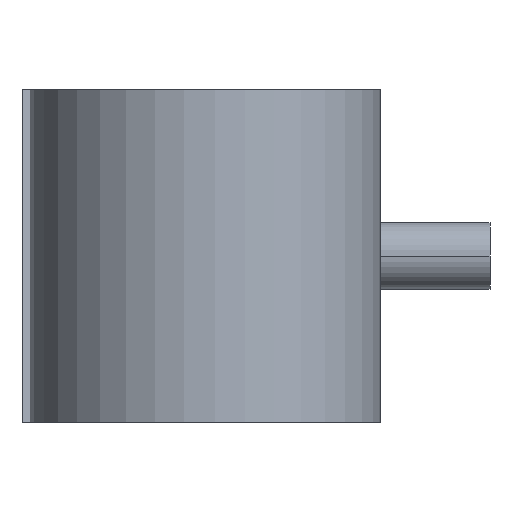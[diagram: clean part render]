
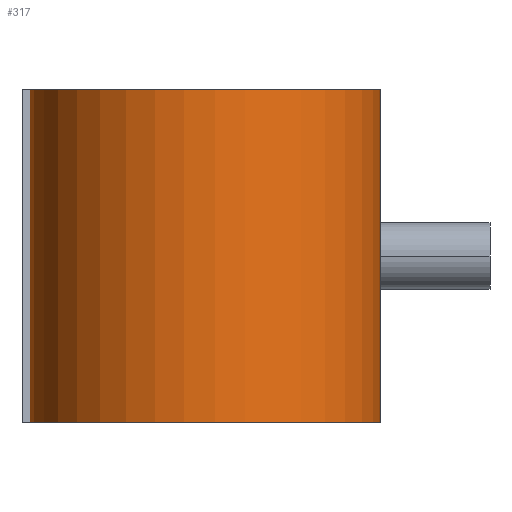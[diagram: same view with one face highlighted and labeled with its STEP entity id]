
A CAD part, front view. The second image highlights one B-rep face of the part: STEP entity #317.
In plain terms, the highlighted cylindrical face has radius 84.267 mm (diameter 168.533 mm), a partial arc.
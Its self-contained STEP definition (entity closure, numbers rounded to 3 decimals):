
#249 = VERTEX_POINT( '', #680 );
#263 = VERTEX_POINT( '', #695 );
#271 = VERTEX_POINT( '', #703 );
#313 = EDGE_CURVE( '', #491, #263, #747, .T. );
#317 = ADVANCED_FACE( '', ( #751 ), #752, .T. );
#429 = EDGE_CURVE( '', #249, #271, #878, .T. );
#491 = VERTEX_POINT( '', #942 );
#499 = EDGE_CURVE( '', #263, #271, #950, .T. );
#529 = EDGE_CURVE( '', #249, #491, #986, .T. );
#680 = CARTESIAN_POINT( '', ( -84.13, -4.8, 80. ) );
#695 = CARTESIAN_POINT( '', ( 84.13, 4.8, -80. ) );
#703 = CARTESIAN_POINT( '', ( 84.13, 4.8, 80. ) );
#747 = CIRCLE( '', #1309, 84.267 );
#751 = FACE_OUTER_BOUND( '', #1314, .T. );
#752 = CYLINDRICAL_SURFACE( '', #1315, 84.267 );
#878 = CIRCLE( '', #1592, 84.267 );
#942 = CARTESIAN_POINT( '', ( -84.13, -4.8, -80. ) );
#950 = LINE( '', #1772, #1773 );
#986 = LINE( '', #1817, #1818 );
#1309 = AXIS2_PLACEMENT_3D( '', #2190, #2191, #2192 );
#1314 = EDGE_LOOP( '', ( #2197, #2198, #2199, #2200 ) );
#1315 = AXIS2_PLACEMENT_3D( '', #2201, #2202, #2203 );
#1592 = AXIS2_PLACEMENT_3D( '', #2361, #2362, #2363 );
#1772 = CARTESIAN_POINT( '', ( 84.13, 4.8, 80. ) );
#1773 = VECTOR( '', #2399, 1. );
#1817 = CARTESIAN_POINT( '', ( -84.13, -4.8, 80. ) );
#1818 = VECTOR( '', #2449, 1. );
#2190 = CARTESIAN_POINT( '', ( 0., 0., -80. ) );
#2191 = DIRECTION( '', ( 0., 0., 1. ) );
#2192 = DIRECTION( '', ( -0.998, -0.057, 0. ) );
#2197 = ORIENTED_EDGE( '', *, *, #499, .T. );
#2198 = ORIENTED_EDGE( '', *, *, #429, .F. );
#2199 = ORIENTED_EDGE( '', *, *, #529, .T. );
#2200 = ORIENTED_EDGE( '', *, *, #313, .T. );
#2201 = CARTESIAN_POINT( '', ( 0., 0., 80. ) );
#2202 = DIRECTION( '', ( 0., 0., 1. ) );
#2203 = DIRECTION( '', ( -0.998, -0.057, 0. ) );
#2361 = CARTESIAN_POINT( '', ( 0., 0., 80. ) );
#2362 = DIRECTION( '', ( 0., 0., 1. ) );
#2363 = DIRECTION( '', ( -0.998, -0.057, 0. ) );
#2399 = DIRECTION( '', ( 0., 0., 1. ) );
#2449 = DIRECTION( '', ( 0., 0., -1. ) );
